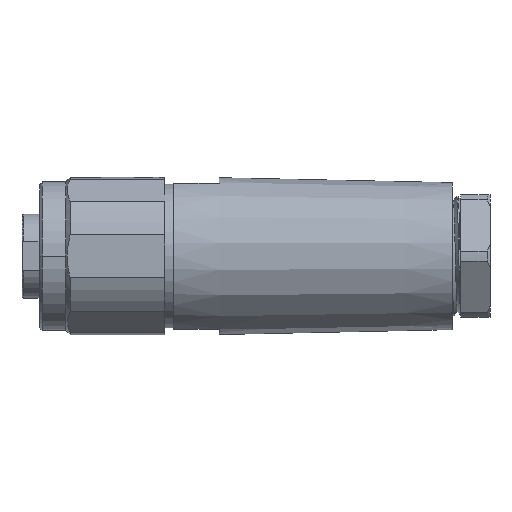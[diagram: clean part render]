
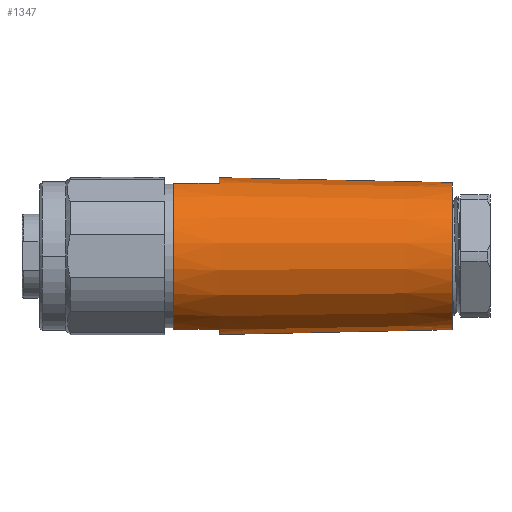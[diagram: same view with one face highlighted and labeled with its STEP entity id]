
A CAD part, front view. The second image highlights one B-rep face of the part: STEP entity #1347.
In plain terms, the highlighted conical face has half-angle 1.201 degrees and reference radius 13.1 mm.
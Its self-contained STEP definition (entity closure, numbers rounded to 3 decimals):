
#130=CONICAL_SURFACE('',#4896,13.1,1.201);
#199=B_SPLINE_CURVE_WITH_KNOTS('',3,(#8517,#8518,#8519,#8520,#8521,#8522),
 .UNSPECIFIED.,.F.,.F.,(4,1,1,4),(0.,0.333,0.667,1.),
 .UNSPECIFIED.);
#200=B_SPLINE_CURVE_WITH_KNOTS('',3,(#8536,#8537,#8538,#8539,#8540,#8541),
 .UNSPECIFIED.,.F.,.F.,(4,1,1,4),(0.,0.333,0.667,1.),
 .UNSPECIFIED.);
#505=FACE_OUTER_BOUND('',#1781,.T.);
#803=LINE('',#8504,#1104);
#804=LINE('',#8505,#1105);
#1104=VECTOR('',#6071,1.);
#1105=VECTOR('',#6072,1.);
#1347=ADVANCED_FACE('',(#505),#130,.T.);
#1781=EDGE_LOOP('',(#2943,#2944,#2945,#2946,#2947,#2948,#2949,#2950));
#2943=ORIENTED_EDGE('',*,*,#4112,.T.);
#2944=ORIENTED_EDGE('',*,*,#4108,.F.);
#2945=ORIENTED_EDGE('',*,*,#4106,.T.);
#2946=ORIENTED_EDGE('',*,*,#4102,.T.);
#2947=ORIENTED_EDGE('',*,*,#4100,.F.);
#2948=ORIENTED_EDGE('',*,*,#4093,.T.);
#2949=ORIENTED_EDGE('',*,*,#4099,.T.);
#2950=ORIENTED_EDGE('',*,*,#4105,.T.);
#3478=VERTEX_POINT('',#8481);
#3479=VERTEX_POINT('',#8482);
#3484=VERTEX_POINT('',#8503);
#3485=VERTEX_POINT('',#8506);
#3486=VERTEX_POINT('',#8510);
#3487=VERTEX_POINT('',#8514);
#3488=VERTEX_POINT('',#8523);
#3489=VERTEX_POINT('',#8527);
#4093=EDGE_CURVE('',#3478,#3479,#4418,.T.);
#4099=EDGE_CURVE('',#3479,#3484,#803,.T.);
#4100=EDGE_CURVE('',#3478,#3485,#804,.T.);
#4102=EDGE_CURVE('',#3486,#3485,#4423,.T.);
#4105=EDGE_CURVE('',#3484,#3487,#4424,.T.);
#4106=EDGE_CURVE('',#3488,#3486,#199,.T.);
#4108=EDGE_CURVE('',#3488,#3489,#4425,.T.);
#4112=EDGE_CURVE('',#3487,#3489,#200,.T.);
#4418=CIRCLE('',#4877,12.6);
#4423=CIRCLE('',#4884,13.436);
#4424=CIRCLE('',#4886,13.436);
#4425=CIRCLE('',#4889,13.6);
#4877=AXIS2_PLACEMENT_3D('',#8480,#6061,#6062);
#4884=AXIS2_PLACEMENT_3D('',#8509,#6077,#6078);
#4886=AXIS2_PLACEMENT_3D('',#8515,#6083,#6084);
#4889=AXIS2_PLACEMENT_3D('',#8526,#6090,#6091);
#4896=AXIS2_PLACEMENT_3D('',#8543,#6105,#6106);
#6061=DIRECTION('',(-1.,0.,0.));
#6062=DIRECTION('',(0.,0.,-1.));
#6071=DIRECTION('',(-1.,0.,0.021));
#6072=DIRECTION('',(-1.,0.,-0.021));
#6077=DIRECTION('',(1.,0.,0.));
#6078=DIRECTION('',(0.,-0.367,-0.93));
#6083=DIRECTION('',(1.,0.,0.));
#6084=DIRECTION('',(0.,0.,1.));
#6090=DIRECTION('',(-1.,0.,0.));
#6091=DIRECTION('',(0.,-0.394,-0.919));
#6105=DIRECTION('',(-1.,0.,0.));
#6106=DIRECTION('',(0.,0.,1.));
#8480=CARTESIAN_POINT('',(0.,0.,0.));
#8481=CARTESIAN_POINT('',(0.,0.,-12.6));
#8482=CARTESIAN_POINT('',(0.,0.,12.6));
#8503=CARTESIAN_POINT('',(-39.9,0.,13.436));
#8504=CARTESIAN_POINT('',(0.,0.,12.6));
#8505=CARTESIAN_POINT('',(0.,0.,-12.6));
#8506=CARTESIAN_POINT('',(-39.9,0.,-13.436));
#8509=CARTESIAN_POINT('',(-39.9,0.,0.));
#8510=CARTESIAN_POINT('',(-39.9,-4.928,-12.5));
#8514=CARTESIAN_POINT('',(-39.9,-4.928,12.5));
#8515=CARTESIAN_POINT('',(-39.9,0.,0.));
#8517=CARTESIAN_POINT('',(-47.7,-5.358,-12.5));
#8518=CARTESIAN_POINT('',(-46.819,-5.311,-12.5));
#8519=CARTESIAN_POINT('',(-45.066,-5.217,-12.5));
#8520=CARTESIAN_POINT('',(-42.466,-5.074,-12.5));
#8521=CARTESIAN_POINT('',(-40.752,-4.977,-12.5));
#8522=CARTESIAN_POINT('',(-39.9,-4.928,-12.5));
#8523=CARTESIAN_POINT('',(-47.7,-5.358,-12.5));
#8526=CARTESIAN_POINT('',(-47.7,0.,0.));
#8527=CARTESIAN_POINT('',(-47.7,-5.358,12.5));
#8536=CARTESIAN_POINT('',(-39.9,-4.928,12.5));
#8537=CARTESIAN_POINT('',(-40.752,-4.977,12.5));
#8538=CARTESIAN_POINT('',(-42.466,-5.074,12.5));
#8539=CARTESIAN_POINT('',(-45.066,-5.217,12.5));
#8540=CARTESIAN_POINT('',(-46.819,-5.311,12.5));
#8541=CARTESIAN_POINT('',(-47.7,-5.358,12.5));
#8543=CARTESIAN_POINT('',(-23.85,0.,0.));
